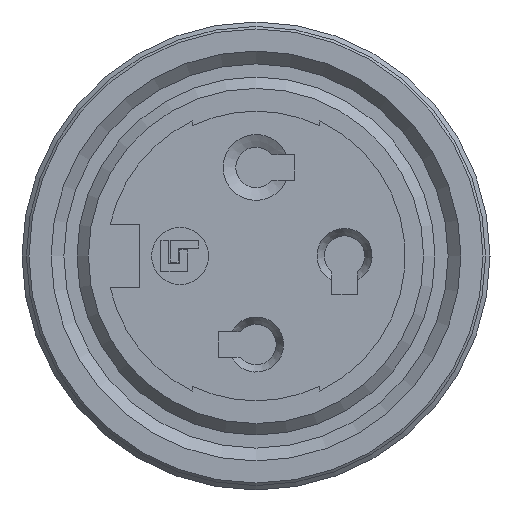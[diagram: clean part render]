
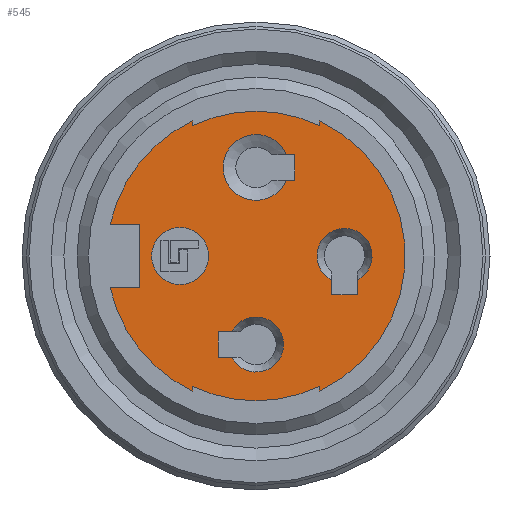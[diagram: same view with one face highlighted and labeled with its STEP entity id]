
A CAD part, left-side view. The second image highlights one B-rep face of the part: STEP entity #545.
In plain terms, the highlighted planar face has unit normal (-1, 0, 0).
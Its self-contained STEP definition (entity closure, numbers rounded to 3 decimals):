
#143=LINE('',#2255,#259);
#146=LINE('',#2261,#262);
#153=LINE('',#2275,#269);
#157=LINE('',#2287,#273);
#161=LINE('',#2296,#277);
#165=LINE('',#2308,#281);
#213=LINE('',#2431,#329);
#217=LINE('',#2439,#333);
#220=LINE('',#2445,#336);
#226=LINE('',#2491,#342);
#227=LINE('',#2494,#343);
#228=LINE('',#2495,#344);
#229=LINE('',#2496,#345);
#230=LINE('',#2497,#346);
#231=LINE('',#2500,#347);
#232=LINE('',#2501,#348);
#259=VECTOR('',#1817,1.);
#262=VECTOR('',#1822,1.);
#269=VECTOR('',#1831,1.);
#273=VECTOR('',#1843,1.);
#277=VECTOR('',#1849,1.);
#281=VECTOR('',#1861,1.);
#329=VECTOR('',#1961,1.);
#333=VECTOR('',#1967,1.);
#336=VECTOR('',#1972,1.);
#342=VECTOR('',#2026,1.);
#343=VECTOR('',#2027,1.);
#344=VECTOR('',#2028,1.);
#345=VECTOR('',#2029,1.);
#346=VECTOR('',#2030,1.);
#347=VECTOR('',#2031,1.);
#348=VECTOR('',#2032,1.);
#399=PLANE('',#1646);
#459=FACE_BOUND('',#733,.T.);
#460=FACE_BOUND('',#734,.T.);
#461=FACE_BOUND('',#735,.T.);
#462=FACE_BOUND('',#736,.T.);
#463=FACE_BOUND('',#737,.T.);
#545=ADVANCED_FACE('',(#459,#460,#461,#462,#463),#399,.T.);
#733=EDGE_LOOP('',(#1093,#1094,#1095,#1096));
#734=EDGE_LOOP('',(#1097,#1098,#1099,#1100));
#735=EDGE_LOOP('',(#1101,#1102,#1103,#1104));
#736=EDGE_LOOP('',(#1105));
#737=EDGE_LOOP('',(#1106,#1107,#1108,#1109,#1110,#1111,#1112,#1113,#1114,
#1115,#1116,#1117));
#786=CIRCLE('',#1581,1.3);
#788=CIRCLE('',#1587,5.725);
#790=CIRCLE('',#1592,5.725);
#792=CIRCLE('',#1610,1.125);
#794=CIRCLE('',#1614,1.089);
#798=CIRCLE('',#1624,5.9);
#799=CIRCLE('',#1626,1.089);
#804=CIRCLE('',#1636,5.9);
#806=CIRCLE('',#1639,5.9);
#1093=ORIENTED_EDGE('',*,*,#1485,.F.);
#1094=ORIENTED_EDGE('',*,*,#1486,.F.);
#1095=ORIENTED_EDGE('',*,*,#1449,.T.);
#1096=ORIENTED_EDGE('',*,*,#1487,.F.);
#1097=ORIENTED_EDGE('',*,*,#1488,.T.);
#1098=ORIENTED_EDGE('',*,*,#1376,.T.);
#1099=ORIENTED_EDGE('',*,*,#1372,.T.);
#1100=ORIENTED_EDGE('',*,*,#1379,.T.);
#1101=ORIENTED_EDGE('',*,*,#1489,.F.);
#1102=ORIENTED_EDGE('',*,*,#1490,.T.);
#1103=ORIENTED_EDGE('',*,*,#1468,.T.);
#1104=ORIENTED_EDGE('',*,*,#1491,.T.);
#1105=ORIENTED_EDGE('',*,*,#1444,.T.);
#1106=ORIENTED_EDGE('',*,*,#1392,.F.);
#1107=ORIENTED_EDGE('',*,*,#1482,.F.);
#1108=ORIENTED_EDGE('',*,*,#1396,.F.);
#1109=ORIENTED_EDGE('',*,*,#1399,.F.);
#1110=ORIENTED_EDGE('',*,*,#1402,.F.);
#1111=ORIENTED_EDGE('',*,*,#1480,.F.);
#1112=ORIENTED_EDGE('',*,*,#1458,.F.);
#1113=ORIENTED_EDGE('',*,*,#1462,.F.);
#1114=ORIENTED_EDGE('',*,*,#1465,.F.);
#1115=ORIENTED_EDGE('',*,*,#1467,.F.);
#1116=ORIENTED_EDGE('',*,*,#1386,.F.);
#1117=ORIENTED_EDGE('',*,*,#1389,.F.);
#1231=VERTEX_POINT('',#2240);
#1233=VERTEX_POINT('',#2247);
#1236=VERTEX_POINT('',#2256);
#1237=VERTEX_POINT('',#2260);
#1240=VERTEX_POINT('',#2269);
#1243=VERTEX_POINT('',#2274);
#1245=VERTEX_POINT('',#2280);
#1247=VERTEX_POINT('',#2286);
#1248=VERTEX_POINT('',#2290);
#1251=VERTEX_POINT('',#2295);
#1253=VERTEX_POINT('',#2301);
#1255=VERTEX_POINT('',#2307);
#1285=VERTEX_POINT('',#2395);
#1287=VERTEX_POINT('',#2404);
#1289=VERTEX_POINT('',#2411);
#1296=VERTEX_POINT('',#2430);
#1297=VERTEX_POINT('',#2432);
#1299=VERTEX_POINT('',#2438);
#1301=VERTEX_POINT('',#2444);
#1302=VERTEX_POINT('',#2451);
#1303=VERTEX_POINT('',#2452);
#1310=VERTEX_POINT('',#2492);
#1311=VERTEX_POINT('',#2493);
#1312=VERTEX_POINT('',#2498);
#1313=VERTEX_POINT('',#2499);
#1372=EDGE_CURVE('',#1231,#1233,#786,.T.);
#1376=EDGE_CURVE('',#1236,#1231,#143,.T.);
#1379=EDGE_CURVE('',#1233,#1237,#146,.T.);
#1386=EDGE_CURVE('',#1243,#1240,#153,.T.);
#1389=EDGE_CURVE('',#1245,#1243,#788,.T.);
#1392=EDGE_CURVE('',#1247,#1245,#157,.T.);
#1396=EDGE_CURVE('',#1251,#1248,#161,.T.);
#1399=EDGE_CURVE('',#1253,#1251,#790,.T.);
#1402=EDGE_CURVE('',#1255,#1253,#165,.T.);
#1444=EDGE_CURVE('',#1285,#1285,#792,.T.);
#1449=EDGE_CURVE('',#1287,#1289,#794,.T.);
#1458=EDGE_CURVE('',#1296,#1297,#213,.T.);
#1462=EDGE_CURVE('',#1299,#1296,#217,.T.);
#1465=EDGE_CURVE('',#1301,#1299,#220,.T.);
#1467=EDGE_CURVE('',#1240,#1301,#798,.T.);
#1468=EDGE_CURVE('',#1302,#1303,#799,.T.);
#1480=EDGE_CURVE('',#1297,#1255,#804,.T.);
#1482=EDGE_CURVE('',#1248,#1247,#806,.T.);
#1485=EDGE_CURVE('',#1310,#1311,#226,.T.);
#1486=EDGE_CURVE('',#1287,#1310,#227,.T.);
#1487=EDGE_CURVE('',#1311,#1289,#228,.T.);
#1488=EDGE_CURVE('',#1237,#1236,#229,.T.);
#1489=EDGE_CURVE('',#1312,#1313,#230,.T.);
#1490=EDGE_CURVE('',#1312,#1302,#231,.T.);
#1491=EDGE_CURVE('',#1303,#1313,#232,.T.);
#1581=AXIS2_PLACEMENT_3D('',#2248,#1810,#1811);
#1587=AXIS2_PLACEMENT_3D('',#2281,#1837,#1838);
#1592=AXIS2_PLACEMENT_3D('',#2302,#1855,#1856);
#1610=AXIS2_PLACEMENT_3D('',#2394,#1934,#1935);
#1614=AXIS2_PLACEMENT_3D('',#2412,#1943,#1944);
#1624=AXIS2_PLACEMENT_3D('',#2448,#1977,#1978);
#1626=AXIS2_PLACEMENT_3D('',#2450,#1981,#1982);
#1636=AXIS2_PLACEMENT_3D('',#2481,#2006,#2007);
#1639=AXIS2_PLACEMENT_3D('',#2484,#2012,#2013);
#1646=AXIS2_PLACEMENT_3D('',#2502,#2033,#2034);
#1810=DIRECTION('',(1.,0.,0.));
#1811=DIRECTION('',(0.,0.,1.));
#1817=DIRECTION('',(0.,1.,0.));
#1822=DIRECTION('',(0.,-1.,0.));
#1831=DIRECTION('',(0.,0.,-1.));
#1837=DIRECTION('',(1.,0.,0.));
#1838=DIRECTION('',(0.,1.,0.));
#1843=DIRECTION('',(0.,0.,1.));
#1849=DIRECTION('',(0.,0.,1.));
#1855=DIRECTION('',(1.,0.,0.));
#1856=DIRECTION('',(0.,-1.,0.));
#1861=DIRECTION('',(0.,0.,-1.));
#1934=DIRECTION('',(1.,0.,0.));
#1935=DIRECTION('',(0.,0.,-1.));
#1943=DIRECTION('',(1.,0.,0.));
#1944=DIRECTION('',(0.,0.,1.));
#1961=DIRECTION('',(0.,1.,0.));
#1967=DIRECTION('',(0.,0.,1.));
#1972=DIRECTION('',(0.,-1.,0.));
#1977=DIRECTION('',(1.,0.,0.));
#1978=DIRECTION('',(0.,0.,-1.));
#1981=DIRECTION('',(1.,0.,0.));
#1982=DIRECTION('',(0.,0.,1.));
#2006=DIRECTION('',(1.,0.,0.));
#2007=DIRECTION('',(0.,0.,-1.));
#2012=DIRECTION('',(1.,0.,0.));
#2013=DIRECTION('',(0.,0.,-1.));
#2026=DIRECTION('',(0.,0.,-1.));
#2027=DIRECTION('',(0.,1.,0.));
#2028=DIRECTION('',(0.,-1.,0.));
#2029=DIRECTION('',(0.,0.,-1.));
#2030=DIRECTION('',(0.,-1.,0.));
#2031=DIRECTION('',(0.,0.,1.));
#2032=DIRECTION('',(0.,0.,-1.));
#2033=DIRECTION('',(-1.,0.,0.));
#2034=DIRECTION('',(0.,0.,-1.));
#2240=CARTESIAN_POINT('',(0.,-1.2,3.));
#2247=CARTESIAN_POINT('',(0.,-1.2,4.));
#2248=CARTESIAN_POINT('',(0.,0.,3.5));
#2255=CARTESIAN_POINT('',(0.,-1.9,3.));
#2256=CARTESIAN_POINT('',(0.,-1.523,3.));
#2260=CARTESIAN_POINT('',(0.,-1.523,4.));
#2261=CARTESIAN_POINT('',(0.,-0.624,4.));
#2269=CARTESIAN_POINT('',(0.,2.5,-5.344));
#2274=CARTESIAN_POINT('',(0.,2.5,-5.15));
#2275=CARTESIAN_POINT('',(0.,2.5,-5.15));
#2280=CARTESIAN_POINT('',(0.,-2.5,-5.15));
#2281=CARTESIAN_POINT('',(0.,0.,0.));
#2286=CARTESIAN_POINT('',(0.,-2.5,-5.344));
#2287=CARTESIAN_POINT('',(0.,-2.5,-5.864));
#2290=CARTESIAN_POINT('',(0.,-2.5,5.344));
#2295=CARTESIAN_POINT('',(0.,-2.5,5.15));
#2296=CARTESIAN_POINT('',(0.,-2.5,5.15));
#2301=CARTESIAN_POINT('',(0.,2.5,5.15));
#2302=CARTESIAN_POINT('',(0.,0.,0.));
#2307=CARTESIAN_POINT('',(0.,2.5,5.344));
#2308=CARTESIAN_POINT('',(0.,2.5,5.864));
#2394=CARTESIAN_POINT('',(0.,3.,0.));
#2395=CARTESIAN_POINT('',(0.,3.,-1.125));
#2404=CARTESIAN_POINT('',(0.,0.967,-3.));
#2411=CARTESIAN_POINT('',(0.,0.967,-4.));
#2412=CARTESIAN_POINT('',(0.,0.,-3.5));
#2430=CARTESIAN_POINT('',(0.,4.6,1.25));
#2431=CARTESIAN_POINT('',(0.,4.6,1.25));
#2432=CARTESIAN_POINT('',(0.,5.766,1.25));
#2438=CARTESIAN_POINT('',(0.,4.6,-1.25));
#2439=CARTESIAN_POINT('',(0.,4.6,-1.25));
#2444=CARTESIAN_POINT('',(0.,5.766,-1.25));
#2445=CARTESIAN_POINT('',(0.,6.251,-1.25));
#2448=CARTESIAN_POINT('',(0.,0.,0.));
#2450=CARTESIAN_POINT('',(0.,-3.5,0.));
#2451=CARTESIAN_POINT('',(0.,-3.,-0.967));
#2452=CARTESIAN_POINT('',(0.,-4.,-0.967));
#2481=CARTESIAN_POINT('',(0.,0.,0.));
#2484=CARTESIAN_POINT('',(0.,0.,0.));
#2491=CARTESIAN_POINT('',(0.,1.5,-3.5));
#2492=CARTESIAN_POINT('',(0.,1.5,-3.));
#2493=CARTESIAN_POINT('',(0.,1.5,-4.));
#2494=CARTESIAN_POINT('',(0.,0.624,-3.));
#2495=CARTESIAN_POINT('',(0.,1.9,-4.));
#2496=CARTESIAN_POINT('',(0.,-1.523,4.));
#2497=CARTESIAN_POINT('',(0.,-3.,-1.523));
#2498=CARTESIAN_POINT('',(0.,-3.,-1.523));
#2499=CARTESIAN_POINT('',(0.,-4.,-1.523));
#2500=CARTESIAN_POINT('',(0.,-3.,-1.9));
#2501=CARTESIAN_POINT('',(0.,-4.,-0.624));
#2502=CARTESIAN_POINT('',(0.,0.,0.));
